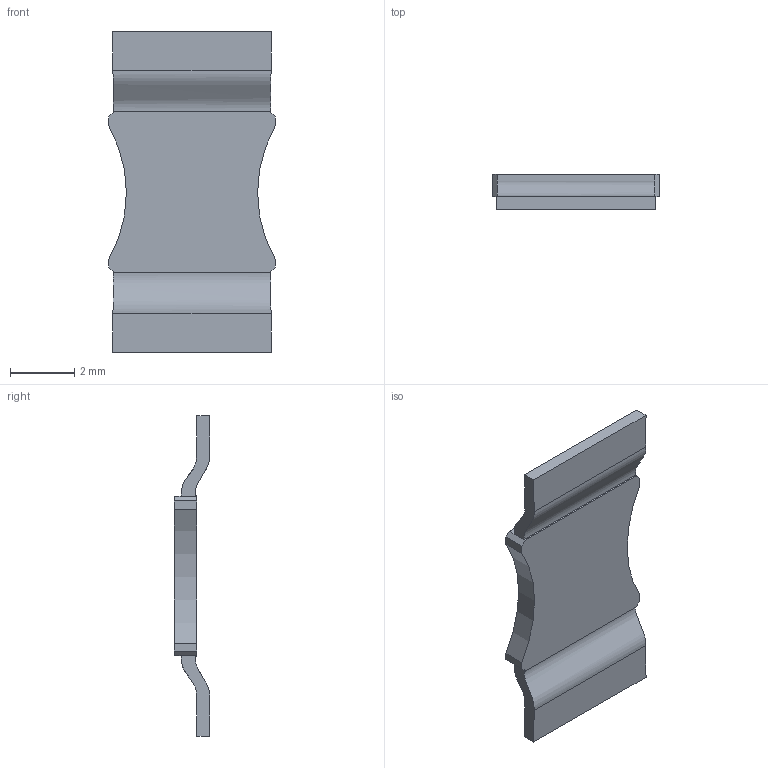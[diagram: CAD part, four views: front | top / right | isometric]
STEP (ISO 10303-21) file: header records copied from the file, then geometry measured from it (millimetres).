
FILE_DESCRIPTION (( 'STEP AP214' ), '1' );
FILE_NAME ('A993E7F8-F7D3-4834-907C-D5BD9CA639E1.STEP', '2025-02-11T12:37:52', ( '' ), ( '' ), 'SwSTEP 2.0', 'SolidWorks 2022', '' );
FILE_SCHEMA (( 'AUTOMOTIVE_DESIGN' ));
Length unit declared in the file: millimetre
Products named in the file (1): A993E7F8-F7D3-4834-907C-D5BD9CA639E1
Bounding box: 5.2 x 1.1 x 10 mm (x, y, z)
Volume: 26 mm3; surface area: 117.8 mm2
Topology: 1 solids, 1 shells, 321 faces, 866 edges, 576 vertices
Faces by surface type: bspline 179, plane 140, cylinder 2
Entity records: 17737 total; most frequent: CARTESIAN_POINT 10417, ORIENTED_EDGE 1732, EDGE_CURVE 866, DIRECTION 798, VERTEX_POINT 576, LINE 504, VECTOR 504, B_SPLINE_CURVE_WITH_KNOTS 358
